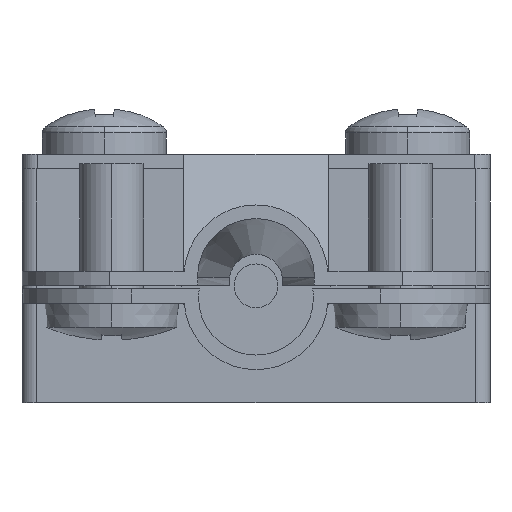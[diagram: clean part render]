
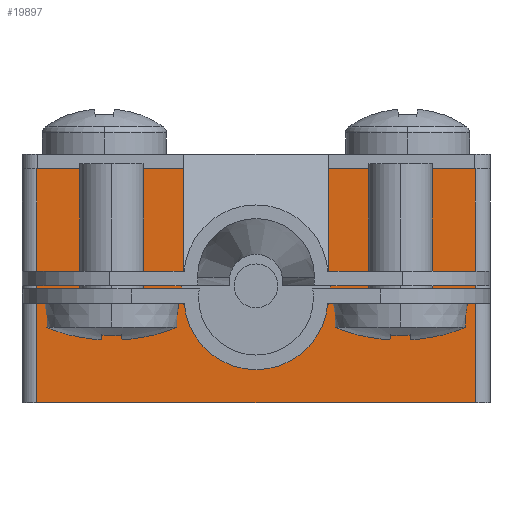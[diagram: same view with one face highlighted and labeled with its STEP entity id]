
A CAD part, left-side view. The second image highlights one B-rep face of the part: STEP entity #19897.
In plain terms, the highlighted face is planar.
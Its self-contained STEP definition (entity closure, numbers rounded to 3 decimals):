
#18 = CIRCLE ( 'NONE', #9661, 2.55 ) ;
#660 = PLANE ( 'NONE',  #15884 ) ;
#844 = VECTOR ( 'NONE', #15954, 1000. ) ;
#981 = CARTESIAN_POINT ( 'NONE',  ( 9.5, -4., 0. ) ) ;
#1050 = LINE ( 'NONE', #15003, #1801 ) ;
#1057 = ORIENTED_EDGE ( 'NONE', *, *, #19919, .T. ) ;
#1714 = DIRECTION ( 'NONE',  ( 0., 0., -1. ) ) ;
#1801 = VECTOR ( 'NONE', #6826, 1000. ) ;
#2924 = CARTESIAN_POINT ( 'NONE',  ( 9.5, 0., 7.5 ) ) ;
#3205 = EDGE_LOOP ( 'NONE', ( #10731, #8070 ) ) ;
#4028 = EDGE_CURVE ( 'NONE', #20704, #14542, #20970, .T. ) ;
#4427 = LINE ( 'NONE', #10995, #844 ) ;
#5712 = DIRECTION ( 'NONE',  ( 1., 0., 0. ) ) ;
#6148 = CARTESIAN_POINT ( 'NONE',  ( 9.5, -4., -2.55 ) ) ;
#6337 = CARTESIAN_POINT ( 'NONE',  ( 9.5, 0., -7.5 ) ) ;
#6484 = CARTESIAN_POINT ( 'NONE',  ( 9.5, -4., 0. ) ) ;
#6826 = DIRECTION ( 'NONE',  ( 0., 0., -1. ) ) ;
#7239 = EDGE_CURVE ( 'NONE', #11335, #12244, #18, .T. ) ;
#7876 = VECTOR ( 'NONE', #21035, 1000. ) ;
#8070 = ORIENTED_EDGE ( 'NONE', *, *, #7239, .F. ) ;
#8090 = DIRECTION ( 'NONE',  ( 1., 0., 0. ) ) ;
#8892 = DIRECTION ( 'NONE',  ( 0., 0., -1. ) ) ;
#8931 = DIRECTION ( 'NONE',  ( 0., 0., -1. ) ) ;
#9072 = FACE_BOUND ( 'NONE', #3205, .T. ) ;
#9103 = CARTESIAN_POINT ( 'NONE',  ( 9.5, -8., 7.5 ) ) ;
#9357 = VERTEX_POINT ( 'NONE', #6337 ) ;
#9661 = AXIS2_PLACEMENT_3D ( 'NONE', #981, #12118, #8931 ) ;
#10381 = CARTESIAN_POINT ( 'NONE',  ( 9.5, -8., -7.5 ) ) ;
#10731 = ORIENTED_EDGE ( 'NONE', *, *, #16741, .F. ) ;
#10995 = CARTESIAN_POINT ( 'NONE',  ( 9.5, -8., -7.5 ) ) ;
#11335 = VERTEX_POINT ( 'NONE', #6148 ) ;
#11958 = AXIS2_PLACEMENT_3D ( 'NONE', #6484, #8090, #1714 ) ;
#12013 = DIRECTION ( 'NONE',  ( 0., 0., -1. ) ) ;
#12118 = DIRECTION ( 'NONE',  ( 1., 0., 0. ) ) ;
#12137 = EDGE_LOOP ( 'NONE', ( #18029, #13648, #1057, #15143 ) ) ;
#12210 = EDGE_CURVE ( 'NONE', #13428, #9357, #4427, .T. ) ;
#12244 = VERTEX_POINT ( 'NONE', #12846 ) ;
#12846 = CARTESIAN_POINT ( 'NONE',  ( 9.5, -4., 2.55 ) ) ;
#13428 = VERTEX_POINT ( 'NONE', #18247 ) ;
#13648 = ORIENTED_EDGE ( 'NONE', *, *, #4028, .F. ) ;
#13672 = FACE_OUTER_BOUND ( 'NONE', #12137, .T. ) ;
#14150 = LINE ( 'NONE', #15398, #15980 ) ;
#14542 = VERTEX_POINT ( 'NONE', #2924 ) ;
#15003 = CARTESIAN_POINT ( 'NONE',  ( 9.5, 0., -7.5 ) ) ;
#15143 = ORIENTED_EDGE ( 'NONE', *, *, #12210, .T. ) ;
#15398 = CARTESIAN_POINT ( 'NONE',  ( 9.5, -8., 7.5 ) ) ;
#15884 = AXIS2_PLACEMENT_3D ( 'NONE', #10381, #5712, #8892 ) ;
#15954 = DIRECTION ( 'NONE',  ( 0., 1., 0. ) ) ;
#15980 = VECTOR ( 'NONE', #12013, 1000. ) ;
#16234 = CARTESIAN_POINT ( 'NONE',  ( 9.5, -8., 7.5 ) ) ;
#16741 = EDGE_CURVE ( 'NONE', #12244, #11335, #18007, .T. ) ;
#18007 = CIRCLE ( 'NONE', #11958, 2.55 ) ;
#18029 = ORIENTED_EDGE ( 'NONE', *, *, #19368, .F. ) ;
#18247 = CARTESIAN_POINT ( 'NONE',  ( 9.5, -8., -7.5 ) ) ;
#19368 = EDGE_CURVE ( 'NONE', #14542, #9357, #1050, .T. ) ;
#19897 = ADVANCED_FACE ( 'NONE', ( #9072, #13672 ), #660, .T. ) ;
#19919 = EDGE_CURVE ( 'NONE', #20704, #13428, #14150, .T. ) ;
#20704 = VERTEX_POINT ( 'NONE', #16234 ) ;
#20970 = LINE ( 'NONE', #9103, #7876 ) ;
#21035 = DIRECTION ( 'NONE',  ( 0., 1., 0. ) ) ;
